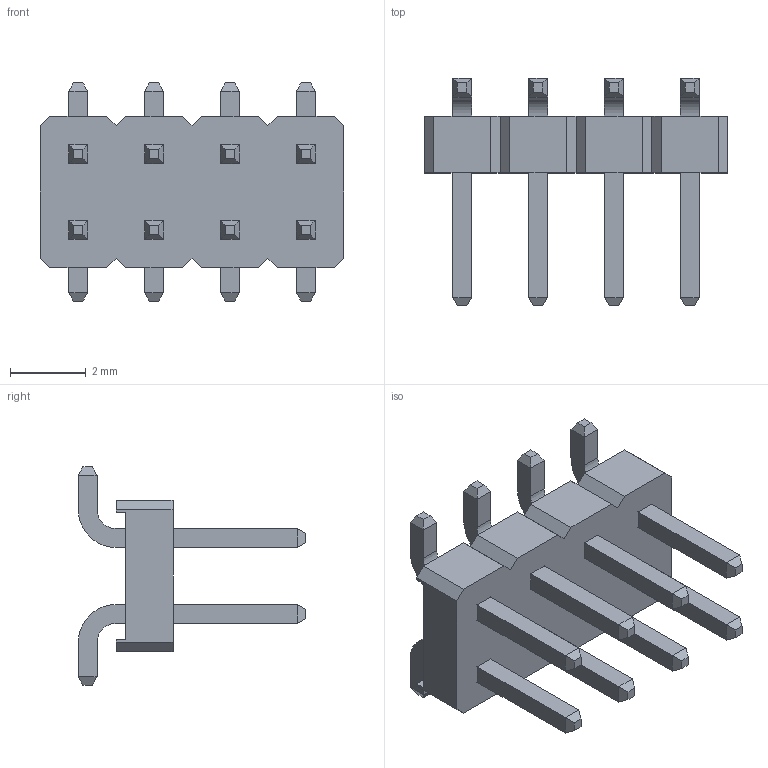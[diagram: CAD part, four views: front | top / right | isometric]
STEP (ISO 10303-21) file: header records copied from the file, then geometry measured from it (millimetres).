
FILE_DESCRIPTION(('STEP AP242'),'1');
FILE_NAME('m22-5320405.stp','2023-12-12T08:19:45',('TraceParts'),('TraceParts S.A.'),'Spatial InterOp 3D',' ',' ');
FILE_SCHEMA(('AP242_MANAGED_MODEL_BASED_3D_ENGINEERING_MIM_LF {1 0 10303 442 1 1 4}'));
Length unit declared in the file: millimetre
Products named in the file (1): m22-5320405_1
Bounding box: 8 x 6 x 5.75 mm (x, y, z)
Volume: 52.3 mm3; surface area: 235.2 mm2
Topology: 9 solids, 9 shells, 208 faces, 506 edges, 316 vertices
Faces by surface type: plane 192, cylinder 16
Entity records: 5989 total; most frequent: CARTESIAN_POINT 1039, ORIENTED_EDGE 1012, DIRECTION 972, EDGE_CURVE 506, LINE 474, VECTOR 474, VERTEX_POINT 316, AXIS2_PLACEMENT_3D 249
